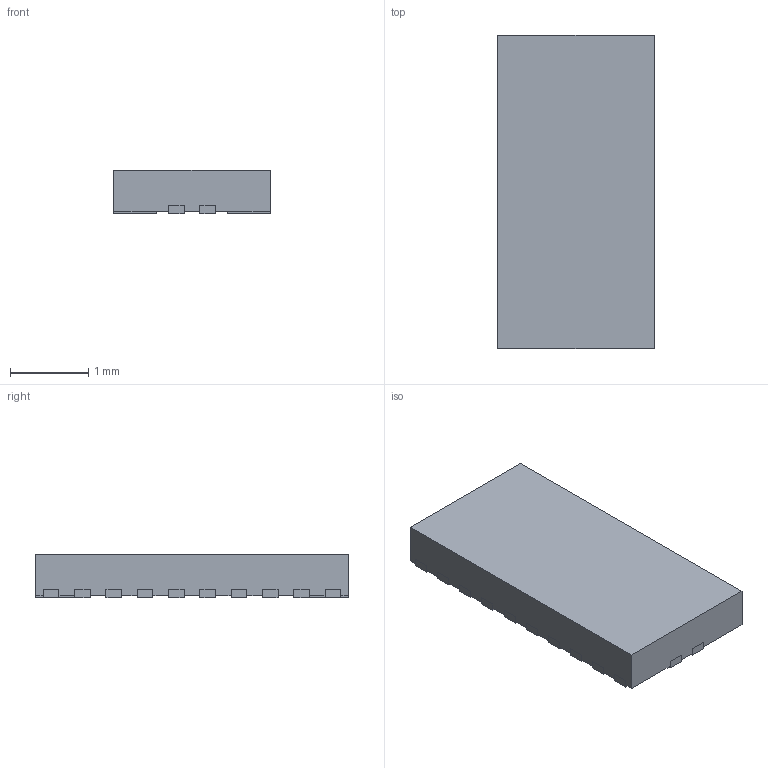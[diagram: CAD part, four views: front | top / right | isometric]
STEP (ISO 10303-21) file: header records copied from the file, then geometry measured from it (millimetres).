
FILE_DESCRIPTION((''),'2;1');
FILE_NAME('RKT0024A_ASM','2017-02-07T',('a0412025'),(''),'CREO PARAMETRIC BY PTC INC, 2016050','CREO PARAMETRIC BY PTC INC, 2016050','');
FILE_SCHEMA(('AUTOMOTIVE_DESIGN { 1 0 10303 214 1 1 1 1 }'));
Length unit declared in the file: millimetre
Products named in the file (4): FRAME-RKT0024A; BODY-QFN; PIN1-ID; RKT0024A_ASM
Assembly tree (3 placements, depth 2):
  RKT0024A_ASM
    FRAME-RKT0024A
    BODY-QFN
    PIN1-ID
Bounding box: 2 x 4 x 0.55 mm (x, y, z)
Volume: 4.3 mm3; surface area: 33.1 mm2
Topology: 25 solids, 25 shells, 248 faces, 594 edges, 396 vertices
Faces by surface type: plane 248
Entity records: 9667 total; most frequent: CARTESIAN_POINT 1252, ORIENTED_EDGE 1188, DIRECTION 1104, PRESENTATION_STYLE_ASSIGNMENT 643, STYLED_ITEM 619, VECTOR 594, LINE 594, CURVE_STYLE 594
